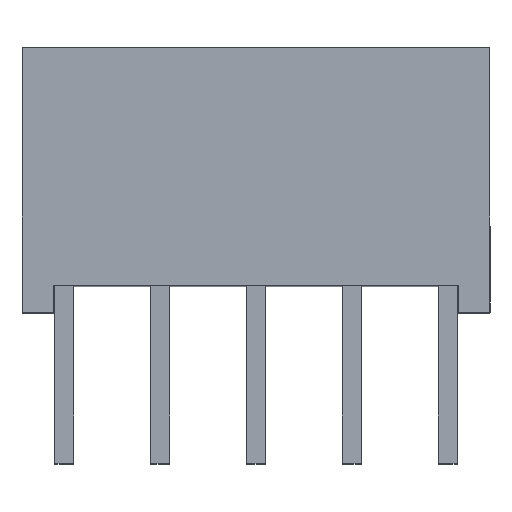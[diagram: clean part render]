
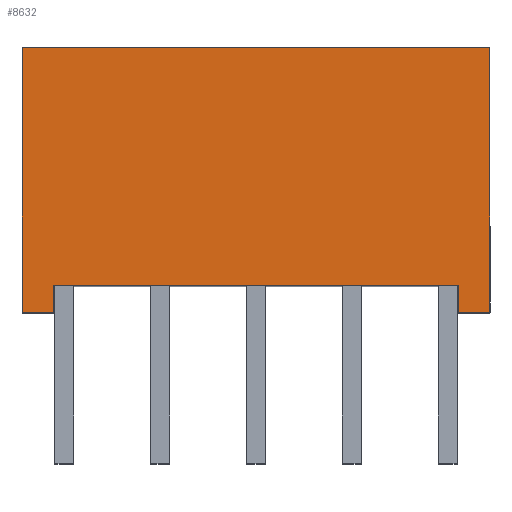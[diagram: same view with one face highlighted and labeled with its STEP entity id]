
A CAD part, top view. The second image highlights one B-rep face of the part: STEP entity #8632.
In plain terms, the highlighted planar face has unit normal (0, 0, 1).
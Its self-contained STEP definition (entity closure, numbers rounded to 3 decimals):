
#701 = CARTESIAN_POINT ( 'NONE',  ( 5.375, -6.3, 8.75 ) ) ;
#702 = CARTESIAN_POINT ( 'NONE',  ( -5.375, -6.3, 8.75 ) ) ;
#866 = CARTESIAN_POINT ( 'NONE',  ( 5.375, -7., 8.75 ) ) ;
#1526 = PLANE ( 'NONE',  #9091 ) ;
#1527 = CARTESIAN_POINT ( 'NONE',  ( -16.824, -7., 8.75 ) ) ;
#1528 = DIRECTION ( 'NONE',  ( 0., 0., 1. ) ) ;
#1529 = DIRECTION ( 'NONE',  ( 1., 0., 0. ) ) ;
#2251 = LINE ( 'NONE', #2252, #13558 ) ;
#2252 = CARTESIAN_POINT ( 'NONE',  ( 5.375, -3.5, 8.75 ) ) ;
#2253 = DIRECTION ( 'NONE',  ( 0., 1., 0. ) ) ;
#4807 = VECTOR ( 'NONE', #11914, 1000. ) ;
#4812 = VECTOR ( 'NONE', #11929, 1000. ) ;
#5859 = EDGE_CURVE ( 'NONE', #5954, #5953, #15691, .T. ) ;
#5875 = EDGE_CURVE ( 'NONE', #5939, #5953, #15739, .T. ) ;
#5878 = EDGE_CURVE ( 'NONE', #5989, #5954, #15748, .T. ) ;
#5939 = VERTEX_POINT ( 'NONE', #15895 ) ;
#5953 = VERTEX_POINT ( 'NONE', #15909 ) ;
#5954 = VERTEX_POINT ( 'NONE', #15910 ) ;
#5989 = VERTEX_POINT ( 'NONE', #15945 ) ;
#5990 = VERTEX_POINT ( 'NONE', #15946 ) ;
#6223 = VERTEX_POINT ( 'NONE', #701 ) ;
#6224 = VERTEX_POINT ( 'NONE', #702 ) ;
#8069 = VERTEX_POINT ( 'NONE', #866 ) ;
#8473 = EDGE_LOOP ( 'NONE', ( #14021, #14057, #14090, #14007, #14084, #14071, #14088, #14089 ) ) ;
#8632 = ADVANCED_FACE ( 'NONE', ( #8843 ), #1526, .T. ) ;
#8813 = EDGE_CURVE ( 'NONE', #8069, #5939, #9488, .T. ) ;
#8843 = FACE_OUTER_BOUND ( 'NONE', #8473, .T. ) ;
#9091 = AXIS2_PLACEMENT_3D ( 'NONE', #1527, #1528, #1529 ) ;
#9488 = LINE ( 'NONE', #9489, #10414 ) ;
#9489 = CARTESIAN_POINT ( 'NONE',  ( -16.824, -7., 8.75 ) ) ;
#9490 = DIRECTION ( 'NONE',  ( 1., 0., 0. ) ) ;
#10163 = LINE ( 'NONE', #10164, #10620 ) ;
#10164 = CARTESIAN_POINT ( 'NONE',  ( -11.217, -6.3, 8.75 ) ) ;
#10165 = DIRECTION ( 'NONE',  ( -1., 0., 0. ) ) ;
#10414 = VECTOR ( 'NONE', #9490, 1000. ) ;
#10620 = VECTOR ( 'NONE', #10165, 1000. ) ;
#11912 = LINE ( 'NONE', #11913, #4807 ) ;
#11913 = CARTESIAN_POINT ( 'NONE',  ( -16.824, -7., 8.75 ) ) ;
#11914 = DIRECTION ( 'NONE',  ( 1., 0., 0. ) ) ;
#11927 = LINE ( 'NONE', #11928, #4812 ) ;
#11928 = CARTESIAN_POINT ( 'NONE',  ( -5.375, -3.5, 8.75 ) ) ;
#11929 = DIRECTION ( 'NONE',  ( 0., -1., 0. ) ) ;
#12302 = EDGE_CURVE ( 'NONE', #6223, #6224, #10163, .T. ) ;
#12789 = VECTOR ( 'NONE', #15693, 1000. ) ;
#12805 = VECTOR ( 'NONE', #15741, 1000. ) ;
#12808 = VECTOR ( 'NONE', #15750, 1000. ) ;
#13558 = VECTOR ( 'NONE', #2253, 1000. ) ;
#14007 = ORIENTED_EDGE ( 'NONE', *, *, #8813, .T. ) ;
#14021 = ORIENTED_EDGE ( 'NONE', *, *, #16229, .F. ) ;
#14057 = ORIENTED_EDGE ( 'NONE', *, *, #12302, .F. ) ;
#14071 = ORIENTED_EDGE ( 'NONE', *, *, #5859, .F. ) ;
#14084 = ORIENTED_EDGE ( 'NONE', *, *, #5875, .T. ) ;
#14088 = ORIENTED_EDGE ( 'NONE', *, *, #5878, .F. ) ;
#14089 = ORIENTED_EDGE ( 'NONE', *, *, #16224, .T. ) ;
#14090 = ORIENTED_EDGE ( 'NONE', *, *, #14117, .F. ) ;
#14117 = EDGE_CURVE ( 'NONE', #8069, #6223, #2251, .T. ) ;
#15691 = LINE ( 'NONE', #15692, #12789 ) ;
#15692 = CARTESIAN_POINT ( 'NONE',  ( -16.824, 0., 8.75 ) ) ;
#15693 = DIRECTION ( 'NONE',  ( 1., 0., 0. ) ) ;
#15739 = LINE ( 'NONE', #15740, #12805 ) ;
#15740 = CARTESIAN_POINT ( 'NONE',  ( 6.2, -7., 8.75 ) ) ;
#15741 = DIRECTION ( 'NONE',  ( 0., 1., 0. ) ) ;
#15748 = LINE ( 'NONE', #15749, #12808 ) ;
#15749 = CARTESIAN_POINT ( 'NONE',  ( -6.2, -7., 8.75 ) ) ;
#15750 = DIRECTION ( 'NONE',  ( 0., 1., 0. ) ) ;
#15895 = CARTESIAN_POINT ( 'NONE',  ( 6.2, -7., 8.75 ) ) ;
#15909 = CARTESIAN_POINT ( 'NONE',  ( 6.2, 0., 8.75 ) ) ;
#15910 = CARTESIAN_POINT ( 'NONE',  ( -6.2, 0., 8.75 ) ) ;
#15945 = CARTESIAN_POINT ( 'NONE',  ( -6.2, -7., 8.75 ) ) ;
#15946 = CARTESIAN_POINT ( 'NONE',  ( -5.375, -7., 8.75 ) ) ;
#16224 = EDGE_CURVE ( 'NONE', #5989, #5990, #11912, .T. ) ;
#16229 = EDGE_CURVE ( 'NONE', #6224, #5990, #11927, .T. ) ;
